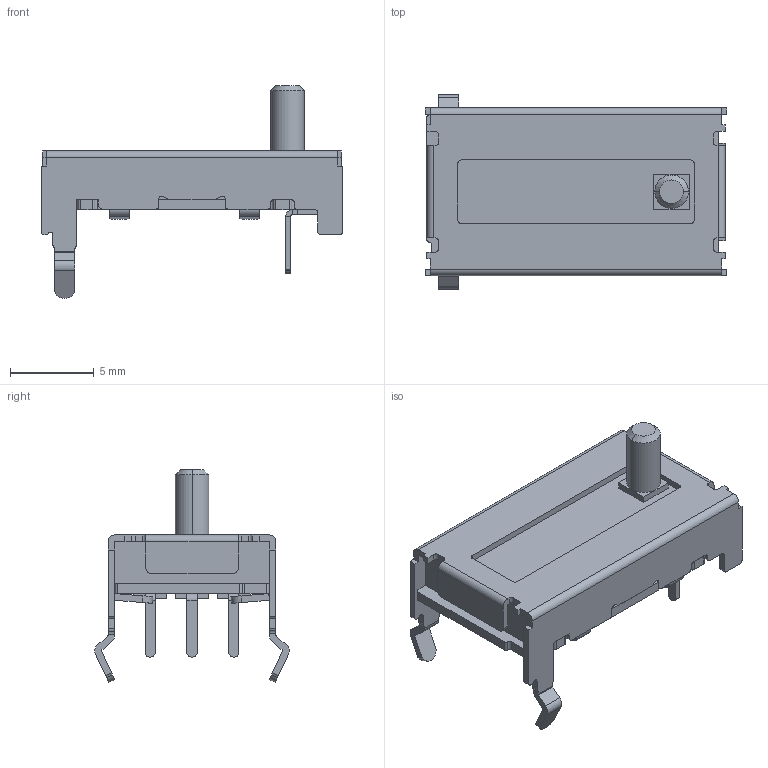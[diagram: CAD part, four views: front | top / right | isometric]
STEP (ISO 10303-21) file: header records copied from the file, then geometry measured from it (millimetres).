
FILE_DESCRIPTION (( 'STEP AP214' ), '1' );
FILE_NAME ('RD7121008A.STEP', '2012-02-13T07:57:05', ( '' ), ( '' ), 'SwSTEP 2.0', 'SolidWorks 2010', '' );
FILE_SCHEMA (( 'AUTOMOTIVE_DESIGN' ));
Length unit declared in the file: millimetre
Products named in the file (1): RD7121008A
Bounding box: 18 x 11.6 x 12.7 mm (x, y, z)
Volume: 600.4 mm3; surface area: 802.3 mm2
Topology: 1 solids, 1 shells, 407 faces, 1142 edges, 735 vertices
Faces by surface type: plane 251, cylinder 144, torus 6, bspline 4, cone 2
Entity records: 17407 total; most frequent: CARTESIAN_POINT 2408, ORIENTED_EDGE 2284, DIRECTION 2229, EDGE_CURVE 1142, VECTOR 813, LINE 813, VERTEX_POINT 735, AXIS2_PLACEMENT_3D 708
